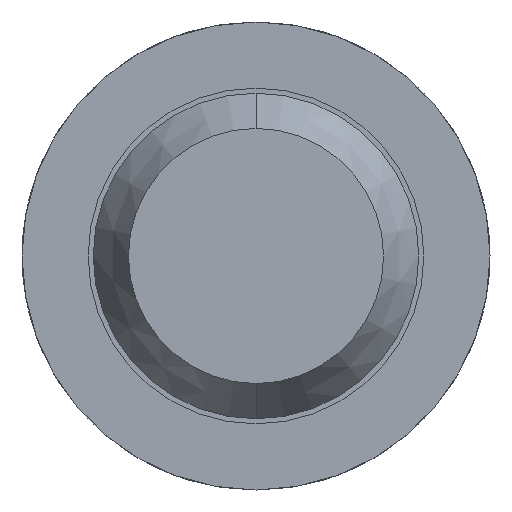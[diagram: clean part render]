
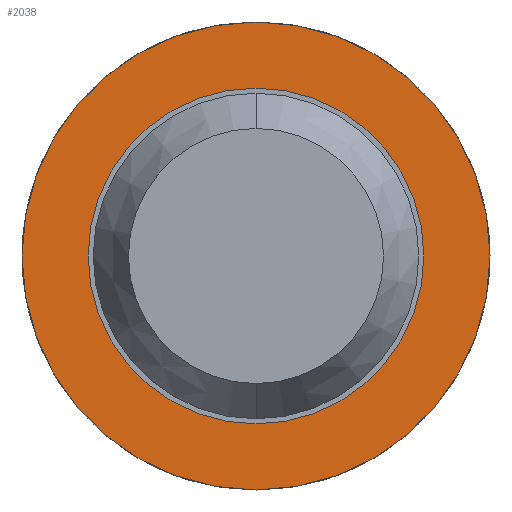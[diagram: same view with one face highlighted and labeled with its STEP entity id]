
A CAD part, front view. The second image highlights one B-rep face of the part: STEP entity #2038.
In plain terms, the highlighted planar face has unit normal (0, -1, 0).
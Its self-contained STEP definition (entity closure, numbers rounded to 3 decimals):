
#107 = EDGE_CURVE ( 'Defeature ausgef�hrt3_14+Defeature ausgef�hrt3_13+Defeature ausgef�hrt3_13+Defeature ausgef�hrt3_13', #141, #2346, #2399, .T. ) ;
#141 = VERTEX_POINT ( 'NONE', #4805 ) ;
#338 = EDGE_CURVE ( 'Defeature ausgef�hrt3_10+Defeature ausgef�hrt3_14+Defeature ausgef�hrt3_14+Defeature ausgef�hrt3_14', #554, #1452, #2558, .T. ) ;
#520 = CARTESIAN_POINT ( 'NONE',  ( 0., -1.7, 0. ) ) ;
#554 = VERTEX_POINT ( 'NONE', #1838 ) ;
#557 = CARTESIAN_POINT ( 'NONE',  ( 0., -1.7, 0. ) ) ;
#608 = ORIENTED_EDGE ( 'NONE', *, *, #338, .F. ) ;
#653 = CARTESIAN_POINT ( 'NONE',  ( 0.825, -1.7, 0. ) ) ;
#765 = EDGE_CURVE ( 'Defeature ausgef�hrt3_14+Defeature ausgef�hrt3_13+Defeature ausgef�hrt3_13+Defeature ausgef�hrt3_13', #2346, #141, #3660, .T. ) ;
#788 = AXIS2_PLACEMENT_3D ( 'NONE', #653, #4357, #997 ) ;
#997 = DIRECTION ( 'NONE',  ( 0., 0., 1. ) ) ;
#1118 = CARTESIAN_POINT ( 'NONE',  ( 0., -1.7, 0. ) ) ;
#1452 = VERTEX_POINT ( 'NONE', #1581 ) ;
#1567 = FACE_OUTER_BOUND ( 'NONE', #2919, .T. ) ;
#1581 = CARTESIAN_POINT ( 'NONE',  ( 0., -1.7, 1.15 ) ) ;
#1793 = DIRECTION ( 'NONE',  ( 0., 1., 0. ) ) ;
#1838 = CARTESIAN_POINT ( 'NONE',  ( 0., -1.7, -1.15 ) ) ;
#2034 = CIRCLE ( 'NONE', #3695, 1.15 ) ;
#2038 = ADVANCED_FACE ( 'Defeature ausgef�hrt3_14', ( #1567, #4725 ), #2513, .F. ) ;
#2042 = ORIENTED_EDGE ( 'NONE', *, *, #765, .T. ) ;
#2283 = CARTESIAN_POINT ( 'NONE',  ( 0., -1.7, -0.825 ) ) ;
#2346 = VERTEX_POINT ( 'NONE', #2283 ) ;
#2383 = DIRECTION ( 'NONE',  ( 0., 1., 0. ) ) ;
#2399 = CIRCLE ( 'NONE', #4398, 0.825 ) ;
#2437 = EDGE_CURVE ( 'Defeature ausgef�hrt3_10+Defeature ausgef�hrt3_14+Defeature ausgef�hrt3_14+Defeature ausgef�hrt3_14', #1452, #554, #2034, .T. ) ;
#2513 = PLANE ( 'NONE',  #788 ) ;
#2558 = CIRCLE ( 'NONE', #3860, 1.15 ) ;
#2864 = CARTESIAN_POINT ( 'NONE',  ( 0., -1.7, 0. ) ) ;
#2919 = EDGE_LOOP ( 'NONE', ( #4101, #608 ) ) ;
#2964 = DIRECTION ( 'NONE',  ( 0., 0., 1. ) ) ;
#3094 = DIRECTION ( 'NONE',  ( 0., 0., 1. ) ) ;
#3221 = AXIS2_PLACEMENT_3D ( 'NONE', #520, #2383, #3094 ) ;
#3660 = CIRCLE ( 'NONE', #3221, 0.825 ) ;
#3695 = AXIS2_PLACEMENT_3D ( 'NONE', #557, #3829, #4683 ) ;
#3829 = DIRECTION ( 'NONE',  ( 0., 1., 0. ) ) ;
#3840 = EDGE_LOOP ( 'NONE', ( #4116, #2042 ) ) ;
#3860 = AXIS2_PLACEMENT_3D ( 'NONE', #1118, #4090, #2964 ) ;
#4090 = DIRECTION ( 'NONE',  ( 0., 1., 0. ) ) ;
#4101 = ORIENTED_EDGE ( 'NONE', *, *, #2437, .F. ) ;
#4116 = ORIENTED_EDGE ( 'NONE', *, *, #107, .T. ) ;
#4357 = DIRECTION ( 'NONE',  ( 0., 1., 0. ) ) ;
#4398 = AXIS2_PLACEMENT_3D ( 'NONE', #2864, #1793, #4764 ) ;
#4683 = DIRECTION ( 'NONE',  ( 0., 0., 1. ) ) ;
#4725 = FACE_BOUND ( 'NONE', #3840, .T. ) ;
#4764 = DIRECTION ( 'NONE',  ( 0., 0., 1. ) ) ;
#4805 = CARTESIAN_POINT ( 'NONE',  ( 0., -1.7, 0.825 ) ) ;
